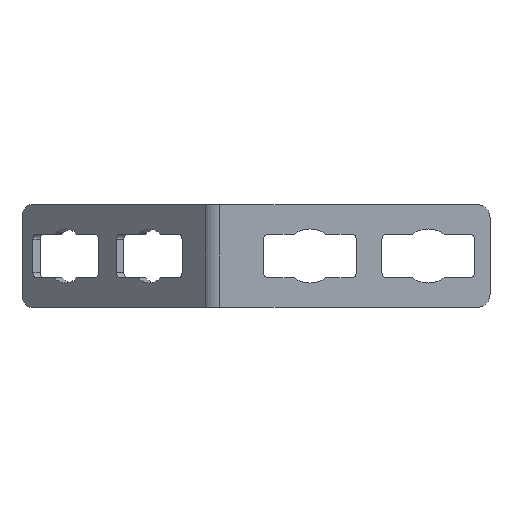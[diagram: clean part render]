
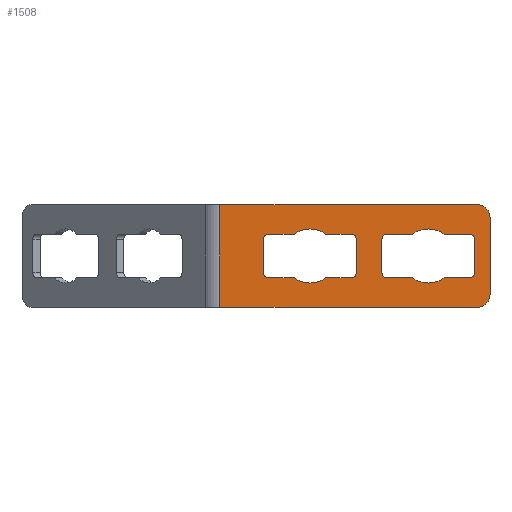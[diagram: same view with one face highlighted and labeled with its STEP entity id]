
A CAD part, front view. The second image highlights one B-rep face of the part: STEP entity #1508.
In plain terms, the highlighted planar face has unit normal (0, -1, 0).
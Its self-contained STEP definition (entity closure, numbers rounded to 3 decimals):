
#471=DIRECTION('',(0.,0.,-1.));
#472=VECTOR('',#471,40.);
#473=CARTESIAN_POINT('',(0.,-2.,20.));
#474=LINE('',#473,#472);
#475=DIRECTION('',(1.,0.,0.));
#476=VECTOR('',#475,100.);
#477=CARTESIAN_POINT('',(0.,-2.,20.));
#478=LINE('',#477,#476);
#479=CARTESIAN_POINT('',(100.,-2.,15.));
#480=DIRECTION('',(0.,1.,0.));
#481=DIRECTION('',(0.,0.,1.));
#482=AXIS2_PLACEMENT_3D('',#479,#480,#481);
#484=DIRECTION('',(0.,0.,-1.));
#485=VECTOR('',#484,30.);
#486=CARTESIAN_POINT('',(105.,-2.,15.));
#487=LINE('',#486,#485);
#488=CARTESIAN_POINT('',(100.,-2.,-15.));
#489=DIRECTION('',(0.,1.,0.));
#490=DIRECTION('',(1.,0.,0.));
#491=AXIS2_PLACEMENT_3D('',#488,#489,#490);
#493=DIRECTION('',(-1.,0.,0.));
#494=VECTOR('',#493,100.);
#495=CARTESIAN_POINT('',(100.,-2.,-20.));
#496=LINE('',#495,#494);
#497=CARTESIAN_POINT('',(81.,-2.,0.));
#498=DIRECTION('',(0.,-1.,0.));
#499=DIRECTION('',(0.587,0.,0.81));
#500=AXIS2_PLACEMENT_3D('',#497,#498,#499);
#502=DIRECTION('',(-1.,0.,0.));
#503=VECTOR('',#502,9.836);
#504=CARTESIAN_POINT('',(74.836,-2.,8.5));
#505=LINE('',#504,#503);
#506=CARTESIAN_POINT('',(65.,-2.,6.5));
#507=DIRECTION('',(0.,-1.,0.));
#508=DIRECTION('',(0.,0.,1.));
#509=AXIS2_PLACEMENT_3D('',#506,#507,#508);
#511=DIRECTION('',(0.,0.,-1.));
#512=VECTOR('',#511,13.);
#513=CARTESIAN_POINT('',(63.,-2.,6.5));
#514=LINE('',#513,#512);
#515=CARTESIAN_POINT('',(65.,-2.,-6.5));
#516=DIRECTION('',(0.,-1.,0.));
#517=DIRECTION('',(-1.,0.,0.));
#518=AXIS2_PLACEMENT_3D('',#515,#516,#517);
#520=DIRECTION('',(1.,0.,0.));
#521=VECTOR('',#520,9.836);
#522=CARTESIAN_POINT('',(65.,-2.,-8.5));
#523=LINE('',#522,#521);
#524=CARTESIAN_POINT('',(81.,-2.,0.));
#525=DIRECTION('',(0.,-1.,0.));
#526=DIRECTION('',(-0.587,0.,-0.81));
#527=AXIS2_PLACEMENT_3D('',#524,#525,#526);
#529=DIRECTION('',(1.,0.,0.));
#530=VECTOR('',#529,9.836);
#531=CARTESIAN_POINT('',(87.164,-2.,-8.5));
#532=LINE('',#531,#530);
#533=CARTESIAN_POINT('',(97.,-2.,-6.5));
#534=DIRECTION('',(0.,-1.,0.));
#535=DIRECTION('',(0.,0.,-1.));
#536=AXIS2_PLACEMENT_3D('',#533,#534,#535);
#538=DIRECTION('',(0.,0.,1.));
#539=VECTOR('',#538,13.);
#540=CARTESIAN_POINT('',(99.,-2.,-6.5));
#541=LINE('',#540,#539);
#542=CARTESIAN_POINT('',(97.,-2.,6.5));
#543=DIRECTION('',(0.,-1.,0.));
#544=DIRECTION('',(1.,0.,0.));
#545=AXIS2_PLACEMENT_3D('',#542,#543,#544);
#547=DIRECTION('',(-1.,0.,0.));
#548=VECTOR('',#547,9.836);
#549=CARTESIAN_POINT('',(97.,-2.,8.5));
#550=LINE('',#549,#548);
#551=DIRECTION('',(-1.,0.,0.));
#552=VECTOR('',#551,9.836);
#553=CARTESIAN_POINT('',(28.836,-2.,8.5));
#554=LINE('',#553,#552);
#555=CARTESIAN_POINT('',(19.,-2.,6.5));
#556=DIRECTION('',(0.,-1.,0.));
#557=DIRECTION('',(0.,0.,1.));
#558=AXIS2_PLACEMENT_3D('',#555,#556,#557);
#560=DIRECTION('',(0.,0.,-1.));
#561=VECTOR('',#560,13.);
#562=CARTESIAN_POINT('',(17.,-2.,6.5));
#563=LINE('',#562,#561);
#564=CARTESIAN_POINT('',(19.,-2.,-6.5));
#565=DIRECTION('',(0.,-1.,0.));
#566=DIRECTION('',(-1.,0.,0.));
#567=AXIS2_PLACEMENT_3D('',#564,#565,#566);
#569=DIRECTION('',(1.,0.,0.));
#570=VECTOR('',#569,9.836);
#571=CARTESIAN_POINT('',(19.,-2.,-8.5));
#572=LINE('',#571,#570);
#573=CARTESIAN_POINT('',(35.,-2.,0.));
#574=DIRECTION('',(0.,-1.,0.));
#575=DIRECTION('',(-0.587,0.,-0.81));
#576=AXIS2_PLACEMENT_3D('',#573,#574,#575);
#578=DIRECTION('',(1.,0.,0.));
#579=VECTOR('',#578,9.836);
#580=CARTESIAN_POINT('',(41.164,-2.,-8.5));
#581=LINE('',#580,#579);
#582=CARTESIAN_POINT('',(51.,-2.,-6.5));
#583=DIRECTION('',(0.,-1.,0.));
#584=DIRECTION('',(0.,0.,-1.));
#585=AXIS2_PLACEMENT_3D('',#582,#583,#584);
#587=DIRECTION('',(0.,0.,1.));
#588=VECTOR('',#587,13.);
#589=CARTESIAN_POINT('',(53.,-2.,-6.5));
#590=LINE('',#589,#588);
#591=CARTESIAN_POINT('',(51.,-2.,6.5));
#592=DIRECTION('',(0.,-1.,0.));
#593=DIRECTION('',(1.,0.,0.));
#594=AXIS2_PLACEMENT_3D('',#591,#592,#593);
#596=DIRECTION('',(-1.,0.,0.));
#597=VECTOR('',#596,9.836);
#598=CARTESIAN_POINT('',(51.,-2.,8.5));
#599=LINE('',#598,#597);
#600=CARTESIAN_POINT('',(35.,-2.,0.));
#601=DIRECTION('',(0.,-1.,0.));
#602=DIRECTION('',(0.587,0.,0.81));
#603=AXIS2_PLACEMENT_3D('',#600,#601,#602);
#909=CARTESIAN_POINT('',(105.,-2.,-15.));
#910=CARTESIAN_POINT('',(100.,-2.,-20.));
#911=VERTEX_POINT('',#909);
#912=VERTEX_POINT('',#910);
#921=CARTESIAN_POINT('',(100.,-2.,20.));
#922=CARTESIAN_POINT('',(105.,-2.,15.));
#923=VERTEX_POINT('',#921);
#924=VERTEX_POINT('',#922);
#925=CARTESIAN_POINT('',(87.164,-2.,8.5));
#926=CARTESIAN_POINT('',(74.836,-2.,8.5));
#927=VERTEX_POINT('',#925);
#928=VERTEX_POINT('',#926);
#929=CARTESIAN_POINT('',(65.,-2.,8.5));
#930=VERTEX_POINT('',#929);
#931=CARTESIAN_POINT('',(63.,-2.,6.5));
#932=VERTEX_POINT('',#931);
#933=CARTESIAN_POINT('',(63.,-2.,-6.5));
#934=VERTEX_POINT('',#933);
#935=CARTESIAN_POINT('',(65.,-2.,-8.5));
#936=VERTEX_POINT('',#935);
#937=CARTESIAN_POINT('',(74.836,-2.,-8.5));
#938=VERTEX_POINT('',#937);
#939=CARTESIAN_POINT('',(87.164,-2.,-8.5));
#940=VERTEX_POINT('',#939);
#941=CARTESIAN_POINT('',(97.,-2.,-8.5));
#942=VERTEX_POINT('',#941);
#943=CARTESIAN_POINT('',(99.,-2.,-6.5));
#944=VERTEX_POINT('',#943);
#945=CARTESIAN_POINT('',(99.,-2.,6.5));
#946=VERTEX_POINT('',#945);
#947=CARTESIAN_POINT('',(97.,-2.,8.5));
#948=VERTEX_POINT('',#947);
#949=CARTESIAN_POINT('',(28.836,-2.,8.5));
#950=CARTESIAN_POINT('',(19.,-2.,8.5));
#951=VERTEX_POINT('',#949);
#952=VERTEX_POINT('',#950);
#953=CARTESIAN_POINT('',(17.,-2.,6.5));
#954=VERTEX_POINT('',#953);
#955=CARTESIAN_POINT('',(17.,-2.,-6.5));
#956=VERTEX_POINT('',#955);
#957=CARTESIAN_POINT('',(19.,-2.,-8.5));
#958=VERTEX_POINT('',#957);
#959=CARTESIAN_POINT('',(28.836,-2.,-8.5));
#960=VERTEX_POINT('',#959);
#961=CARTESIAN_POINT('',(41.164,-2.,-8.5));
#962=VERTEX_POINT('',#961);
#963=CARTESIAN_POINT('',(51.,-2.,-8.5));
#964=VERTEX_POINT('',#963);
#965=CARTESIAN_POINT('',(53.,-2.,-6.5));
#966=VERTEX_POINT('',#965);
#967=CARTESIAN_POINT('',(53.,-2.,6.5));
#968=VERTEX_POINT('',#967);
#969=CARTESIAN_POINT('',(51.,-2.,8.5));
#970=VERTEX_POINT('',#969);
#971=CARTESIAN_POINT('',(41.164,-2.,8.5));
#972=VERTEX_POINT('',#971);
#1025=CARTESIAN_POINT('',(0.,-2.,-20.));
#1026=VERTEX_POINT('',#1025);
#1027=CARTESIAN_POINT('',(0.,-2.,20.));
#1028=VERTEX_POINT('',#1027);
#1443=CARTESIAN_POINT('',(0.,-2.,0.));
#1444=DIRECTION('',(0.,1.,0.));
#1445=DIRECTION('',(1.,0.,0.));
#1446=AXIS2_PLACEMENT_3D('',#1443,#1444,#1445);
#1447=PLANE('',#1446);
#1448=ORIENTED_EDGE('',*,*,#1437,.F.);
#1449=ORIENTED_EDGE('',*,*,#1233,.T.);
#1450=ORIENTED_EDGE('',*,*,#1246,.T.);
#1451=ORIENTED_EDGE('',*,*,#1260,.T.);
#1452=ORIENTED_EDGE('',*,*,#1274,.T.);
#1453=ORIENTED_EDGE('',*,*,#1287,.T.);
#1454=EDGE_LOOP('',(#1448,#1449,#1450,#1451,#1452,#1453));
#1455=FACE_OUTER_BOUND('',#1454,.F.);
#1457=ORIENTED_EDGE('',*,*,#1456,.T.);
#1459=ORIENTED_EDGE('',*,*,#1458,.T.);
#1461=ORIENTED_EDGE('',*,*,#1460,.T.);
#1463=ORIENTED_EDGE('',*,*,#1462,.T.);
#1465=ORIENTED_EDGE('',*,*,#1464,.T.);
#1467=ORIENTED_EDGE('',*,*,#1466,.T.);
#1469=ORIENTED_EDGE('',*,*,#1468,.T.);
#1471=ORIENTED_EDGE('',*,*,#1470,.T.);
#1473=ORIENTED_EDGE('',*,*,#1472,.T.);
#1475=ORIENTED_EDGE('',*,*,#1474,.T.);
#1477=ORIENTED_EDGE('',*,*,#1476,.T.);
#1479=ORIENTED_EDGE('',*,*,#1478,.T.);
#1480=EDGE_LOOP('',(#1457,#1459,#1461,#1463,#1465,#1467,#1469,#1471,#1473,#1475,
#1477,#1479));
#1481=FACE_BOUND('',#1480,.F.);
#1483=ORIENTED_EDGE('',*,*,#1482,.T.);
#1485=ORIENTED_EDGE('',*,*,#1484,.T.);
#1487=ORIENTED_EDGE('',*,*,#1486,.T.);
#1489=ORIENTED_EDGE('',*,*,#1488,.T.);
#1491=ORIENTED_EDGE('',*,*,#1490,.T.);
#1493=ORIENTED_EDGE('',*,*,#1492,.T.);
#1495=ORIENTED_EDGE('',*,*,#1494,.T.);
#1497=ORIENTED_EDGE('',*,*,#1496,.T.);
#1499=ORIENTED_EDGE('',*,*,#1498,.T.);
#1501=ORIENTED_EDGE('',*,*,#1500,.T.);
#1503=ORIENTED_EDGE('',*,*,#1502,.T.);
#1505=ORIENTED_EDGE('',*,*,#1504,.T.);
#1506=EDGE_LOOP('',(#1483,#1485,#1487,#1489,#1491,#1493,#1495,#1497,#1499,#1501,
#1503,#1505));
#1507=FACE_BOUND('',#1506,.F.);
#1508=ADVANCED_FACE('',(#1455,#1481,#1507),#1447,.F.);
#483=CIRCLE('',#482,5.);
#492=CIRCLE('',#491,5.);
#501=CIRCLE('',#500,10.5);
#510=CIRCLE('',#509,2.);
#519=CIRCLE('',#518,2.);
#528=CIRCLE('',#527,10.5);
#537=CIRCLE('',#536,2.);
#546=CIRCLE('',#545,2.);
#559=CIRCLE('',#558,2.);
#568=CIRCLE('',#567,2.);
#577=CIRCLE('',#576,10.5);
#586=CIRCLE('',#585,2.);
#595=CIRCLE('',#594,2.);
#604=CIRCLE('',#603,10.5);
#1233=EDGE_CURVE('',#1028,#923,#478,.T.);
#1246=EDGE_CURVE('',#923,#924,#483,.T.);
#1260=EDGE_CURVE('',#924,#911,#487,.T.);
#1274=EDGE_CURVE('',#911,#912,#492,.T.);
#1287=EDGE_CURVE('',#912,#1026,#496,.T.);
#1437=EDGE_CURVE('',#1028,#1026,#474,.T.);
#1456=EDGE_CURVE('',#927,#928,#501,.T.);
#1458=EDGE_CURVE('',#928,#930,#505,.T.);
#1460=EDGE_CURVE('',#930,#932,#510,.T.);
#1462=EDGE_CURVE('',#932,#934,#514,.T.);
#1464=EDGE_CURVE('',#934,#936,#519,.T.);
#1466=EDGE_CURVE('',#936,#938,#523,.T.);
#1468=EDGE_CURVE('',#938,#940,#528,.T.);
#1470=EDGE_CURVE('',#940,#942,#532,.T.);
#1472=EDGE_CURVE('',#942,#944,#537,.T.);
#1474=EDGE_CURVE('',#944,#946,#541,.T.);
#1476=EDGE_CURVE('',#946,#948,#546,.T.);
#1478=EDGE_CURVE('',#948,#927,#550,.T.);
#1482=EDGE_CURVE('',#951,#952,#554,.T.);
#1484=EDGE_CURVE('',#952,#954,#559,.T.);
#1486=EDGE_CURVE('',#954,#956,#563,.T.);
#1488=EDGE_CURVE('',#956,#958,#568,.T.);
#1490=EDGE_CURVE('',#958,#960,#572,.T.);
#1492=EDGE_CURVE('',#960,#962,#577,.T.);
#1494=EDGE_CURVE('',#962,#964,#581,.T.);
#1496=EDGE_CURVE('',#964,#966,#586,.T.);
#1498=EDGE_CURVE('',#966,#968,#590,.T.);
#1500=EDGE_CURVE('',#968,#970,#595,.T.);
#1502=EDGE_CURVE('',#970,#972,#599,.T.);
#1504=EDGE_CURVE('',#972,#951,#604,.T.);
